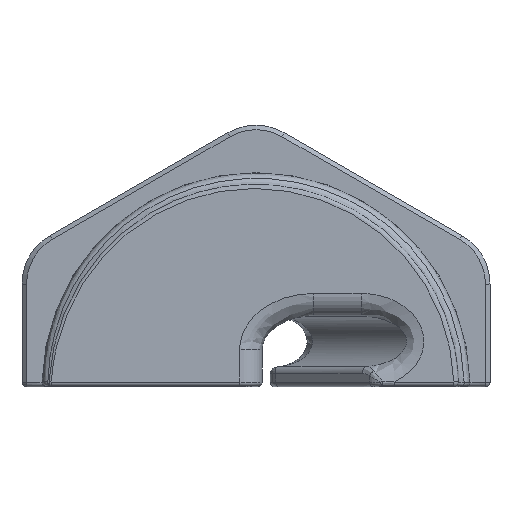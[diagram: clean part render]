
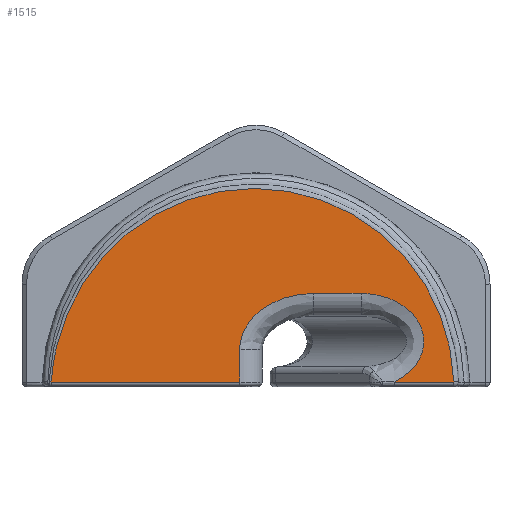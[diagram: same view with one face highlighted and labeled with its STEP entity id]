
A CAD part, top view. The second image highlights one B-rep face of the part: STEP entity #1515.
In plain terms, the highlighted planar face has unit normal (0, 0, 1).
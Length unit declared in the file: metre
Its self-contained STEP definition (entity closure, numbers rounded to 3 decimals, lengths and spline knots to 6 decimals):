
#74=ELLIPSE('',#1647,0.006527,0.005);
#75=ELLIPSE('',#1648,0.005548,0.00425);
#110=B_SPLINE_CURVE_WITH_KNOTS('',3,(#2268,#2269,#2270,#2271,#2272,#2273,
#2274,#2275,#2276,#2277,#2278,#2279,#2280,#2281,#2282,#2283,#2284,#2285),
 .UNSPECIFIED.,.F.,.F.,(4,1,1,1,1,1,1,1,1,1,1,1,1,1,1,4),(0.027642,
0.031074,0.034506,0.037937,0.041369,
0.044801,0.048232,0.051664,0.055096,
0.058527,0.061959,0.065391,0.068822,
0.072254,0.075685,0.082549),.UNSPECIFIED.);
#284=ORIENTED_EDGE('',*,*,#759,.T.);
#285=ORIENTED_EDGE('',*,*,#760,.T.);
#286=ORIENTED_EDGE('',*,*,#761,.T.);
#287=ORIENTED_EDGE('',*,*,#762,.T.);
#288=ORIENTED_EDGE('',*,*,#763,.T.);
#289=ORIENTED_EDGE('',*,*,#764,.T.);
#290=ORIENTED_EDGE('',*,*,#765,.T.);
#759=EDGE_CURVE('',#996,#997,#110,.T.);
#760=EDGE_CURVE('',#997,#998,#1113,.T.);
#761=EDGE_CURVE('',#998,#999,#1114,.F.);
#762=EDGE_CURVE('',#999,#1000,#74,.F.);
#763=EDGE_CURVE('',#1000,#1001,#1115,.F.);
#764=EDGE_CURVE('',#1001,#1002,#75,.F.);
#765=EDGE_CURVE('',#1002,#996,#1116,.T.);
#996=VERTEX_POINT('',#2286);
#997=VERTEX_POINT('',#2287);
#998=VERTEX_POINT('',#2289);
#999=VERTEX_POINT('',#2291);
#1000=VERTEX_POINT('',#2293);
#1001=VERTEX_POINT('',#2295);
#1002=VERTEX_POINT('',#2297);
#1113=LINE('',#2288,#1204);
#1114=LINE('',#2290,#1205);
#1115=LINE('',#2294,#1206);
#1116=LINE('',#2298,#1207);
#1204=VECTOR('',#1831,1.);
#1205=VECTOR('',#1832,1.);
#1206=VECTOR('',#1835,1.);
#1207=VECTOR('',#1838,1.);
#1274=EDGE_LOOP('',(#284,#285,#286,#287,#288,#289,#290));
#1381=FACE_BOUND('',#1274,.T.);
#1487=PLANE('',#1646);
#1515=ADVANCED_FACE('',(#1381),#1487,.T.);
#1646=AXIS2_PLACEMENT_3D('',#2267,#1829,#1830);
#1647=AXIS2_PLACEMENT_3D('',#2292,#1833,#1834);
#1648=AXIS2_PLACEMENT_3D('',#2296,#1836,#1837);
#1829=DIRECTION('',(0.,0.,1.));
#1830=DIRECTION('',(0.866,-0.5,0.));
#1831=DIRECTION('',(1.,0.,0.));
#1832=DIRECTION('',(0.,-1.,0.));
#1833=DIRECTION('',(0.,0.,1.));
#1834=DIRECTION('',(1.,0.,0.));
#1835=DIRECTION('',(-1.,0.,0.));
#1836=DIRECTION('',(0.,0.,1.));
#1837=DIRECTION('',(1.,0.,0.));
#1838=DIRECTION('',(1.,0.,0.));
#2267=CARTESIAN_POINT('',(0.,0.,0.013));
#2268=CARTESIAN_POINT('',(0.01754,0.0004,0.013));
#2269=CARTESIAN_POINT('',(0.017506,0.001532,0.013));
#2270=CARTESIAN_POINT('',(0.017214,0.003821,0.013));
#2271=CARTESIAN_POINT('',(0.016149,0.007046,0.013));
#2272=CARTESIAN_POINT('',(0.014457,0.010059,0.013));
#2273=CARTESIAN_POINT('',(0.012251,0.01265,0.013));
#2274=CARTESIAN_POINT('',(0.00956,0.014798,0.013));
#2275=CARTESIAN_POINT('',(0.006522,0.016376,0.013));
#2276=CARTESIAN_POINT('',(0.003242,0.017347,0.013));
#2277=CARTESIAN_POINT('',(-0.000177,0.017675,0.013));
#2278=CARTESIAN_POINT('',(-0.003623,0.017332,0.013));
#2279=CARTESIAN_POINT('',(-0.006875,0.016363,0.013));
#2280=CARTESIAN_POINT('',(-0.009939,0.014768,0.013));
#2281=CARTESIAN_POINT('',(-0.012602,0.012654,0.013));
#2282=CARTESIAN_POINT('',(-0.014854,0.010047,0.013));
#2283=CARTESIAN_POINT('',(-0.017151,0.006083,0.013));
#2284=CARTESIAN_POINT('',(-0.017999,0.002689,0.013));
#2285=CARTESIAN_POINT('',(-0.018155,0.0004,0.013));
#2286=CARTESIAN_POINT('',(0.01754,0.0004,0.013));
#2287=CARTESIAN_POINT('',(-0.018155,0.0004,0.013));
#2288=CARTESIAN_POINT('',(0.,0.0004,0.013));
#2289=CARTESIAN_POINT('',(-0.001446,0.0004,0.013));
#2290=CARTESIAN_POINT('',(-0.001446,0.00325,0.013));
#2291=CARTESIAN_POINT('',(-0.001446,0.00325,0.013));
#2292=CARTESIAN_POINT('',(0.005081,0.00325,0.013));
#2293=CARTESIAN_POINT('',(0.005081,0.00825,0.013));
#2294=CARTESIAN_POINT('',(0.011002,0.00825,0.013));
#2295=CARTESIAN_POINT('',(0.009324,0.00825,0.013));
#2296=CARTESIAN_POINT('',(0.009324,0.004,0.013));
#2297=CARTESIAN_POINT('',(0.012273,0.0004,0.013));
#2298=CARTESIAN_POINT('',(0.,0.0004,0.013));
